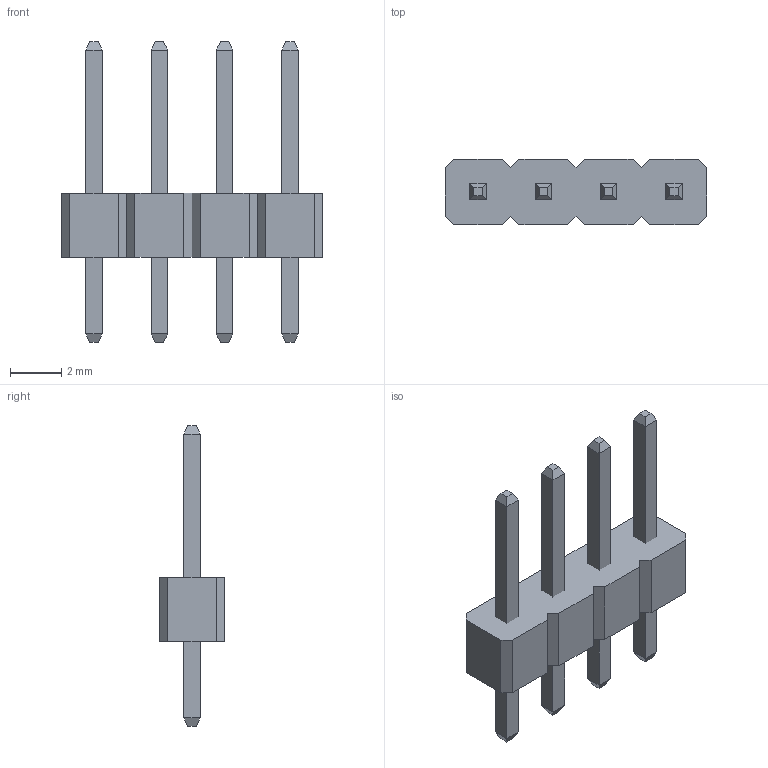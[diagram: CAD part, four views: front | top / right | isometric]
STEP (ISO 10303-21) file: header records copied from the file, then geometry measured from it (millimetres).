
FILE_DESCRIPTION(/* description */ (''),/* implementation_level */ '2;1');
FILE_NAME(/* name */ '5f3dd48f933f190f816bc9a6',/* time_stamp */ '2020-08-20T01:40:32+00:00',/* author */ (''),/* organization */ (''),/* preprocessor_version */ 'ST-DEVELOPER v16.7',/* originating_system */ $,/* authorisation */ $);
FILE_SCHEMA (('AUTOMOTIVE_DESIGN {1 0 10303 214 3 1 1}'));
Length unit declared in the file: metre
Products named in the file (9): Part 9; Part 8; Part 7; Part 6; Part 5; Part 4; Plastic; Pin Bottom; Pin Top
Bounding box: 10.16 x 2.54 x 11.68 mm (x, y, z)
Volume: 81.2 mm3; surface area: 238.2 mm2
Topology: 9 solids, 9 shells, 108 faces, 238 edges, 148 vertices
Faces by surface type: plane 108
Entity records: 3098 total; most frequent: CARTESIAN_POINT 503, ORIENTED_EDGE 476, DIRECTION 472, EDGE_CURVE 238, LINE 238, VECTOR 238, VERTEX_POINT 148, AXIS2_PLACEMENT_3D 117
